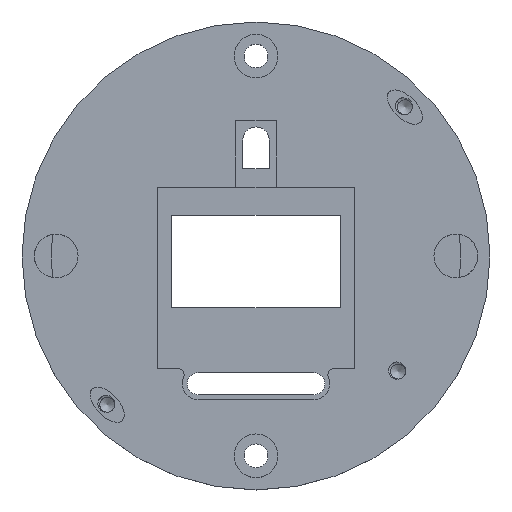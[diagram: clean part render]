
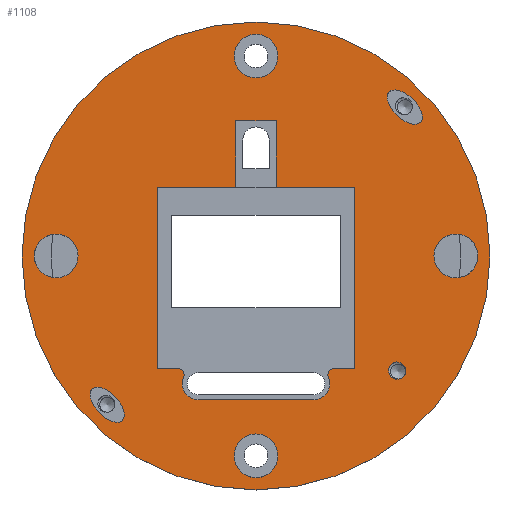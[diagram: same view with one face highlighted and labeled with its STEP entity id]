
A CAD part, top view. The second image highlights one B-rep face of the part: STEP entity #1108.
In plain terms, the highlighted planar face has unit normal (0, 0, 1).
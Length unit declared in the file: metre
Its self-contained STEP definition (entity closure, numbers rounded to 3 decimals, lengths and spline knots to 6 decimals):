
#43=ELLIPSE('',#1206,0.0035,0.001808);
#44=ELLIPSE('',#1207,0.0035,0.001808);
#47=B_SPLINE_CURVE_WITH_KNOTS('',3,(#1670,#1671,#1672,#1673),
 .UNSPECIFIED.,.F.,.F.,(4,4),(0.,0.001235),.UNSPECIFIED.);
#48=B_SPLINE_CURVE_WITH_KNOTS('',3,(#1676,#1677,#1678,#1679,#1680),
 .UNSPECIFIED.,.F.,.F.,(4,1,4),(0.,0.001353,0.002707),
 .UNSPECIFIED.);
#49=B_SPLINE_CURVE_WITH_KNOTS('',3,(#1684,#1685,#1686,#1687,#1688),
 .UNSPECIFIED.,.F.,.F.,(4,1,4),(0.,0.001362,0.002725),
 .UNSPECIFIED.);
#72=CIRCLE('',#1183,0.00255);
#73=CIRCLE('',#1185,0.00255);
#75=CIRCLE('',#1196,0.037465);
#77=CIRCLE('',#1199,0.001207);
#78=CIRCLE('',#1200,0.001);
#79=CIRCLE('',#1201,0.001);
#80=CIRCLE('',#1202,0.0035);
#81=CIRCLE('',#1203,0.0035);
#82=CIRCLE('',#1204,0.0035);
#83=CIRCLE('',#1205,0.0035);
#188=ORIENTED_EDGE('',*,*,#490,.T.);
#189=ORIENTED_EDGE('',*,*,#491,.T.);
#190=ORIENTED_EDGE('',*,*,#492,.F.);
#191=ORIENTED_EDGE('',*,*,#493,.T.);
#192=ORIENTED_EDGE('',*,*,#456,.T.);
#193=ORIENTED_EDGE('',*,*,#494,.T.);
#194=ORIENTED_EDGE('',*,*,#450,.F.);
#195=ORIENTED_EDGE('',*,*,#468,.T.);
#196=ORIENTED_EDGE('',*,*,#477,.T.);
#197=ORIENTED_EDGE('',*,*,#487,.F.);
#198=ORIENTED_EDGE('',*,*,#485,.T.);
#199=ORIENTED_EDGE('',*,*,#482,.T.);
#200=ORIENTED_EDGE('',*,*,#479,.T.);
#201=ORIENTED_EDGE('',*,*,#472,.F.);
#202=ORIENTED_EDGE('',*,*,#464,.F.);
#203=ORIENTED_EDGE('',*,*,#495,.T.);
#204=ORIENTED_EDGE('',*,*,#458,.F.);
#205=ORIENTED_EDGE('',*,*,#470,.T.);
#206=ORIENTED_EDGE('',*,*,#488,.F.);
#207=ORIENTED_EDGE('',*,*,#496,.T.);
#208=ORIENTED_EDGE('',*,*,#497,.T.);
#209=ORIENTED_EDGE('',*,*,#498,.T.);
#210=ORIENTED_EDGE('',*,*,#499,.T.);
#211=ORIENTED_EDGE('',*,*,#500,.F.);
#212=ORIENTED_EDGE('',*,*,#501,.F.);
#450=EDGE_CURVE('',#606,#607,#717,.T.);
#456=EDGE_CURVE('',#613,#612,#72,.T.);
#458=EDGE_CURVE('',#614,#615,#73,.T.);
#464=EDGE_CURVE('',#620,#621,#727,.T.);
#468=EDGE_CURVE('',#606,#623,#731,.T.);
#470=EDGE_CURVE('',#614,#613,#733,.T.);
#472=EDGE_CURVE('',#621,#625,#735,.T.);
#477=EDGE_CURVE('',#623,#629,#740,.T.);
#479=EDGE_CURVE('',#626,#625,#742,.T.);
#482=EDGE_CURVE('',#630,#626,#745,.T.);
#485=EDGE_CURVE('',#632,#630,#748,.T.);
#487=EDGE_CURVE('',#632,#629,#750,.T.);
#488=EDGE_CURVE('',#634,#634,#75,.T.);
#490=EDGE_CURVE('',#636,#637,#47,.T.);
#491=EDGE_CURVE('',#637,#638,#48,.T.);
#492=EDGE_CURVE('',#639,#638,#77,.T.);
#493=EDGE_CURVE('',#639,#636,#49,.T.);
#494=EDGE_CURVE('',#612,#607,#78,.F.);
#495=EDGE_CURVE('',#620,#615,#79,.F.);
#496=EDGE_CURVE('',#640,#640,#80,.T.);
#497=EDGE_CURVE('',#641,#641,#81,.T.);
#498=EDGE_CURVE('',#642,#642,#82,.T.);
#499=EDGE_CURVE('',#643,#643,#83,.T.);
#500=EDGE_CURVE('',#644,#644,#43,.T.);
#501=EDGE_CURVE('',#645,#645,#44,.T.);
#606=VERTEX_POINT('',#1589);
#607=VERTEX_POINT('',#1590);
#612=VERTEX_POINT('',#1601);
#613=VERTEX_POINT('',#1603);
#614=VERTEX_POINT('',#1607);
#615=VERTEX_POINT('',#1608);
#620=VERTEX_POINT('',#1619);
#621=VERTEX_POINT('',#1621);
#623=VERTEX_POINT('',#1627);
#625=VERTEX_POINT('',#1636);
#626=VERTEX_POINT('',#1640);
#629=VERTEX_POINT('',#1645);
#630=VERTEX_POINT('',#1651);
#632=VERTEX_POINT('',#1657);
#634=VERTEX_POINT('',#1666);
#636=VERTEX_POINT('',#1674);
#637=VERTEX_POINT('',#1675);
#638=VERTEX_POINT('',#1681);
#639=VERTEX_POINT('',#1683);
#640=VERTEX_POINT('',#1692);
#641=VERTEX_POINT('',#1694);
#642=VERTEX_POINT('',#1696);
#643=VERTEX_POINT('',#1698);
#644=VERTEX_POINT('',#1700);
#645=VERTEX_POINT('',#1702);
#717=LINE('',#1588,#785);
#727=LINE('',#1620,#795);
#731=LINE('',#1628,#799);
#733=LINE('',#1631,#801);
#735=LINE('',#1635,#803);
#740=LINE('',#1646,#808);
#742=LINE('',#1648,#810);
#745=LINE('',#1654,#813);
#748=LINE('',#1660,#816);
#750=LINE('',#1663,#818);
#785=VECTOR('',#1296,1.);
#795=VECTOR('',#1320,1.);
#799=VECTOR('',#1326,1.);
#801=VECTOR('',#1330,1.);
#803=VECTOR('',#1334,1.);
#808=VECTOR('',#1341,1.);
#810=VECTOR('',#1343,1.);
#813=VECTOR('',#1348,1.);
#816=VECTOR('',#1353,1.);
#818=VECTOR('',#1357,1.);
#866=EDGE_LOOP('',(#188,#189,#190,#191));
#867=EDGE_LOOP('',(#192,#193,#194,#195,#196,#197,#198,#199,#200,#201,#202,
#203,#204,#205));
#868=EDGE_LOOP('',(#206));
#869=EDGE_LOOP('',(#207));
#870=EDGE_LOOP('',(#208));
#871=EDGE_LOOP('',(#209));
#872=EDGE_LOOP('',(#210));
#873=EDGE_LOOP('',(#211));
#874=EDGE_LOOP('',(#212));
#968=FACE_BOUND('',#866,.T.);
#969=FACE_BOUND('',#867,.T.);
#970=FACE_BOUND('',#868,.T.);
#971=FACE_BOUND('',#869,.T.);
#972=FACE_BOUND('',#870,.T.);
#973=FACE_BOUND('',#871,.T.);
#974=FACE_BOUND('',#872,.T.);
#975=FACE_BOUND('',#873,.T.);
#976=FACE_BOUND('',#874,.T.);
#1069=PLANE('',#1198);
#1108=ADVANCED_FACE('',(#968,#969,#970,#971,#972,#973,#974,#975,#976),#1069,
 .F.);
#1183=AXIS2_PLACEMENT_3D('',#1602,#1305,#1306);
#1185=AXIS2_PLACEMENT_3D('',#1606,#1310,#1311);
#1196=AXIS2_PLACEMENT_3D('',#1665,#1360,#1361);
#1198=AXIS2_PLACEMENT_3D('',#1669,#1364,#1365);
#1199=AXIS2_PLACEMENT_3D('',#1682,#1366,#1367);
#1200=AXIS2_PLACEMENT_3D('',#1689,#1368,#1369);
#1201=AXIS2_PLACEMENT_3D('',#1690,#1370,#1371);
#1202=AXIS2_PLACEMENT_3D('',#1691,#1372,#1373);
#1203=AXIS2_PLACEMENT_3D('',#1693,#1374,#1375);
#1204=AXIS2_PLACEMENT_3D('',#1695,#1376,#1377);
#1205=AXIS2_PLACEMENT_3D('',#1697,#1378,#1379);
#1206=AXIS2_PLACEMENT_3D('',#1699,#1380,#1381);
#1207=AXIS2_PLACEMENT_3D('',#1701,#1382,#1383);
#1296=DIRECTION('',(1.,0.,0.));
#1305=DIRECTION('',(0.,0.,-1.));
#1306=DIRECTION('',(-1.,0.,0.));
#1310=DIRECTION('',(0.,0.,1.));
#1311=DIRECTION('',(-1.,0.,0.));
#1320=DIRECTION('',(1.,0.,0.));
#1326=DIRECTION('',(0.,1.,0.));
#1330=DIRECTION('',(-1.,0.,0.));
#1334=DIRECTION('',(0.,1.,0.));
#1341=DIRECTION('',(1.,0.,0.));
#1343=DIRECTION('',(1.,0.,0.));
#1348=DIRECTION('',(0.,-1.,0.));
#1353=DIRECTION('',(1.,0.,0.));
#1357=DIRECTION('',(0.,-1.,0.));
#1360=DIRECTION('',(0.,0.,-1.));
#1361=DIRECTION('',(-1.,0.,0.));
#1364=DIRECTION('',(0.,0.,-1.));
#1365=DIRECTION('',(1.,0.,0.));
#1366=DIRECTION('',(0.,0.,1.));
#1367=DIRECTION('',(1.,0.,0.));
#1368=DIRECTION('',(0.,0.,-1.));
#1369=DIRECTION('',(-1.,0.,0.));
#1370=DIRECTION('',(0.,0.,-1.));
#1371=DIRECTION('',(-1.,0.,0.));
#1372=DIRECTION('',(0.,0.,-1.));
#1373=DIRECTION('',(-1.,0.,0.));
#1374=DIRECTION('',(0.,0.,-1.));
#1375=DIRECTION('',(-1.,0.,0.));
#1376=DIRECTION('',(0.,0.,-1.));
#1377=DIRECTION('',(-1.,0.,0.));
#1378=DIRECTION('',(0.,0.,-1.));
#1379=DIRECTION('',(-1.,0.,0.));
#1380=DIRECTION('',(0.,0.,1.));
#1381=DIRECTION('',(0.691,-0.722,0.));
#1382=DIRECTION('',(0.,0.,1.));
#1383=DIRECTION('',(0.72,-0.694,0.));
#1588=CARTESIAN_POINT('',(-0.012866,-0.018,-0.100907));
#1589=CARTESIAN_POINT('',(-0.01575,-0.018,-0.100907));
#1590=CARTESIAN_POINT('',(-0.012515,-0.018,-0.100907));
#1601=CARTESIAN_POINT('',(-0.011603,-0.019408,-0.100907));
#1602=CARTESIAN_POINT('',(-0.009275,-0.02045,-0.100907));
#1603=CARTESIAN_POINT('',(-0.009275,-0.023,-0.100907));
#1606=CARTESIAN_POINT('',(0.009275,-0.02045,-0.100907));
#1607=CARTESIAN_POINT('',(0.009275,-0.023,-0.100907));
#1608=CARTESIAN_POINT('',(0.011603,-0.019408,-0.100907));
#1619=CARTESIAN_POINT('',(0.012515,-0.018,-0.100907));
#1620=CARTESIAN_POINT('',(0.012866,-0.018,-0.100907));
#1621=CARTESIAN_POINT('',(0.01575,-0.018,-0.100907));
#1627=CARTESIAN_POINT('',(-0.01575,0.011,-0.100907));
#1628=CARTESIAN_POINT('',(-0.01575,0.0055,-0.100907));
#1631=CARTESIAN_POINT('',(-0.004638,-0.023,-0.100907));
#1635=CARTESIAN_POINT('',(0.01575,0.0055,-0.100907));
#1636=CARTESIAN_POINT('',(0.01575,0.011,-0.100907));
#1640=CARTESIAN_POINT('',(0.00325,0.011,-0.100907));
#1645=CARTESIAN_POINT('',(-0.00325,0.011,-0.100907));
#1646=CARTESIAN_POINT('',(-0.0095,0.011,-0.100907));
#1648=CARTESIAN_POINT('',(0.0095,0.011,-0.100907));
#1651=CARTESIAN_POINT('',(0.00325,0.021665,-0.100907));
#1654=CARTESIAN_POINT('',(0.00325,0.016333,-0.100907));
#1657=CARTESIAN_POINT('',(-0.00325,0.021665,-0.100907));
#1660=CARTESIAN_POINT('',(-0.001625,0.021665,-0.100907));
#1663=CARTESIAN_POINT('',(-0.00325,0.016333,-0.100907));
#1665=CARTESIAN_POINT('',(0.,0.,-0.100907));
#1666=CARTESIAN_POINT('',(-0.037465,0.,-0.100907));
#1669=CARTESIAN_POINT('',(0.,0.,-0.100907));
#1670=CARTESIAN_POINT('',(0.021321,-0.017899,-0.100907));
#1671=CARTESIAN_POINT('',(0.021446,-0.017506,-0.100907));
#1672=CARTESIAN_POINT('',(0.021775,-0.017185,-0.100907));
#1673=CARTESIAN_POINT('',(0.022169,-0.017063,-0.100907));
#1674=CARTESIAN_POINT('',(0.021321,-0.017899,-0.100907));
#1675=CARTESIAN_POINT('',(0.022169,-0.017063,-0.100907));
#1676=CARTESIAN_POINT('',(0.022169,-0.017063,-0.100907));
#1677=CARTESIAN_POINT('',(0.022608,-0.016939,-0.100907));
#1678=CARTESIAN_POINT('',(0.023599,-0.017116,-0.100907));
#1679=CARTESIAN_POINT('',(0.024016,-0.018047,-0.100907));
#1680=CARTESIAN_POINT('',(0.023957,-0.0185,-0.100907));
#1681=CARTESIAN_POINT('',(0.023957,-0.0185,-0.100907));
#1682=CARTESIAN_POINT('',(0.02275,-0.0185,-0.100907));
#1683=CARTESIAN_POINT('',(0.02275,-0.019707,-0.100907));
#1684=CARTESIAN_POINT('',(0.02275,-0.019707,-0.100907));
#1685=CARTESIAN_POINT('',(0.022295,-0.019776,-0.100907));
#1686=CARTESIAN_POINT('',(0.021352,-0.019336,-0.100907));
#1687=CARTESIAN_POINT('',(0.021193,-0.01834,-0.100907));
#1688=CARTESIAN_POINT('',(0.021321,-0.017899,-0.100907));
#1689=CARTESIAN_POINT('',(-0.012515,-0.019,-0.100907));
#1690=CARTESIAN_POINT('',(0.012515,-0.019,-0.100907));
#1691=CARTESIAN_POINT('',(0.,0.032,-0.100907));
#1692=CARTESIAN_POINT('',(-0.0035,0.032,-0.100907));
#1693=CARTESIAN_POINT('',(0.032,0.,-0.100907));
#1694=CARTESIAN_POINT('',(0.0285,0.,-0.100907));
#1695=CARTESIAN_POINT('',(0.,-0.032,-0.100907));
#1696=CARTESIAN_POINT('',(-0.0035,-0.032,-0.100907));
#1697=CARTESIAN_POINT('',(-0.032,0.,-0.100907));
#1698=CARTESIAN_POINT('',(-0.0355,0.,-0.100907));
#1699=CARTESIAN_POINT('',(-0.023824,-0.023824,-0.100907));
#1700=CARTESIAN_POINT('',(-0.021404,-0.026352,-0.100907));
#1701=CARTESIAN_POINT('',(0.023824,0.023824,-0.100907));
#1702=CARTESIAN_POINT('',(0.026345,0.021396,-0.100907));
